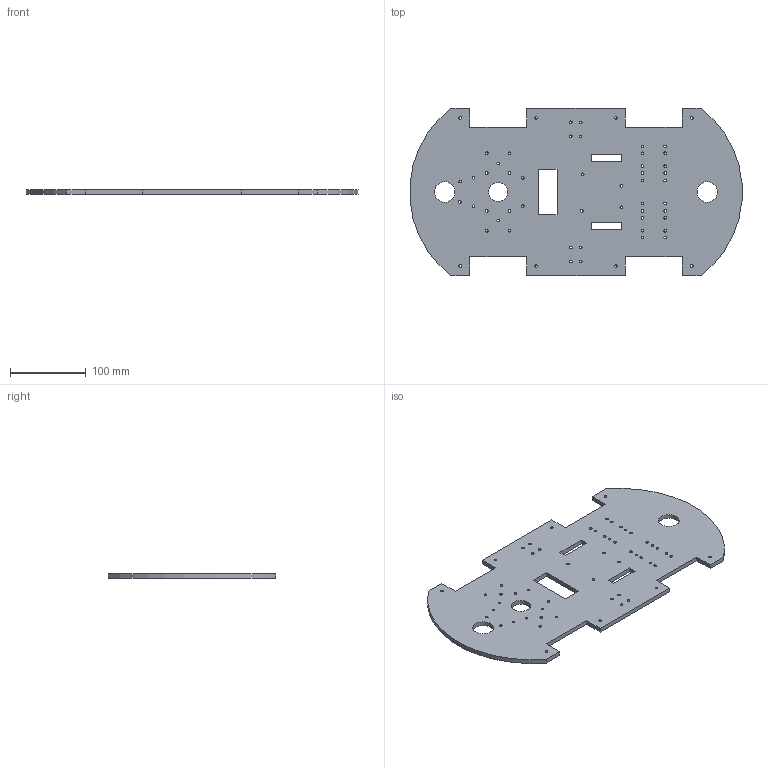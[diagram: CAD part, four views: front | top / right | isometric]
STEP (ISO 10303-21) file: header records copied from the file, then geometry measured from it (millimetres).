
FILE_DESCRIPTION(/* description */ (''),/* implementation_level */ '2;1');
FILE_NAME(/* name */ 'Base v5.step',/* time_stamp */ '2020-07-29T12:48:55+02:00',/* author */ (''),/* organization */ (''),/* preprocessor_version */ 'ST-DEVELOPER v18.1',/* originating_system */ 'Autodesk Translation Framework v9.3.0.1241',/* authorisation */ '');
FILE_SCHEMA (('AUTOMOTIVE_DESIGN { 1 0 10303 214 3 1 1 }'));
Length unit declared in the file: millimetre
Products named in the file (1): Base
Bounding box: 437.33 x 220 x 6 mm (x, y, z)
Volume: 463520.3 mm3; surface area: 170118.1 mm2
Topology: 1 solids, 1 shells, 93 faces, 273 edges, 182 vertices
Faces by surface type: cylinder 61, plane 32
Full cylindrical faces by diameter (mm): 3.5 x56, 25 x1, 27 x2
Entity records: 3430 total; most frequent: DIRECTION 583, CARTESIAN_POINT 549, ORIENTED_EDGE 546, EDGE_CURVE 273, EDGE_LOOP 217, AXIS2_PLACEMENT_3D 216, VERTEX_POINT 182, LINE 151
